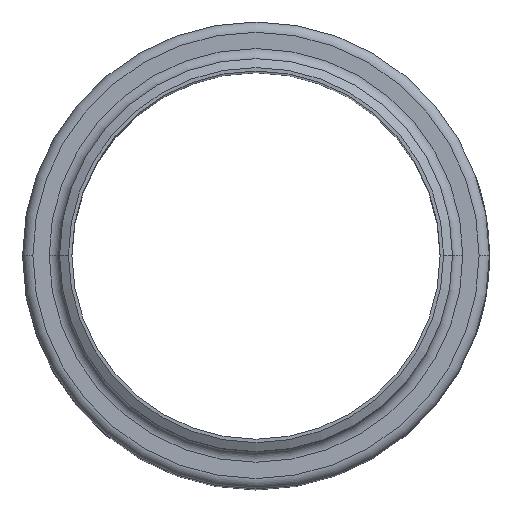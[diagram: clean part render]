
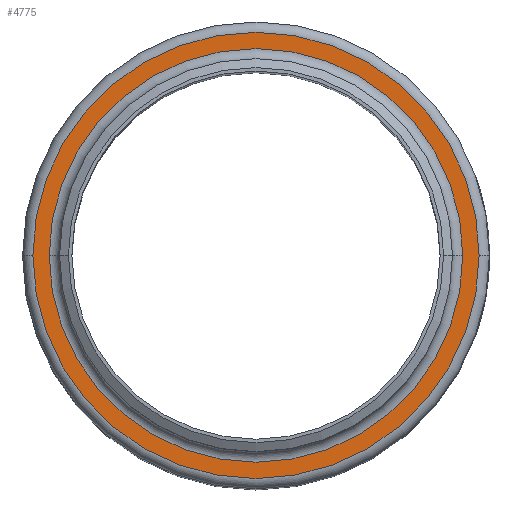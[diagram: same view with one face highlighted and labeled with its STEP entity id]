
A CAD part, top view. The second image highlights one B-rep face of the part: STEP entity #4775.
In plain terms, the highlighted planar face has unit normal (0, 0, 1).
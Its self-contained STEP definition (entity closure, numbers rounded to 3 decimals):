
#2052 = DIRECTION ( 'NONE',  ( 0., 0., -1. ) ) ;
#2329 = PLANE ( 'NONE',  #27729 ) ;
#2706 = CARTESIAN_POINT ( 'NONE',  ( 0., 0., -50. ) ) ;
#2804 = CARTESIAN_POINT ( 'NONE',  ( -64.9, 0., -50. ) ) ;
#4775 = ADVANCED_FACE ( 'NONE', ( #26480, #17654 ), #2329, .F. ) ;
#5201 = DIRECTION ( 'NONE',  ( 0., 0., 1. ) ) ;
#5211 = VERTEX_POINT ( 'NONE', #23439 ) ;
#5362 = VERTEX_POINT ( 'NONE', #19266 ) ;
#5435 = CIRCLE ( 'NONE', #13574, 60.15 ) ;
#6729 = CARTESIAN_POINT ( 'NONE',  ( 0., 57.15, -50. ) ) ;
#9116 = ORIENTED_EDGE ( 'NONE', *, *, #21459, .T. ) ;
#9588 = EDGE_CURVE ( 'NONE', #5211, #5362, #22770, .T. ) ;
#10734 = DIRECTION ( 'NONE',  ( -1., 0., 0. ) ) ;
#11599 = AXIS2_PLACEMENT_3D ( 'NONE', #15851, #5201, #14147 ) ;
#12511 = CIRCLE ( 'NONE', #11599, 64.9 ) ;
#13574 = AXIS2_PLACEMENT_3D ( 'NONE', #26206, #2052, #10734 ) ;
#13954 = EDGE_CURVE ( 'NONE', #27972, #24461, #12511, .T. ) ;
#14147 = DIRECTION ( 'NONE',  ( -1., 0., 0. ) ) ;
#15851 = CARTESIAN_POINT ( 'NONE',  ( 0., 0., -50. ) ) ;
#17285 = DIRECTION ( 'NONE',  ( -1., 0., 0. ) ) ;
#17654 = FACE_OUTER_BOUND ( 'NONE', #25136, .T. ) ;
#18935 = ORIENTED_EDGE ( 'NONE', *, *, #9588, .T. ) ;
#19266 = CARTESIAN_POINT ( 'NONE',  ( -60.15, 0., -50. ) ) ;
#19410 = CARTESIAN_POINT ( 'NONE',  ( 0., 0., -50. ) ) ;
#20204 = DIRECTION ( 'NONE',  ( -1., 0., 0. ) ) ;
#21354 = AXIS2_PLACEMENT_3D ( 'NONE', #2706, #21622, #22175 ) ;
#21459 = EDGE_CURVE ( 'NONE', #24461, #27972, #24993, .T. ) ;
#21622 = DIRECTION ( 'NONE',  ( 0., 0., 1. ) ) ;
#22175 = DIRECTION ( 'NONE',  ( -1., 0., 0. ) ) ;
#22368 = ORIENTED_EDGE ( 'NONE', *, *, #13954, .T. ) ;
#22770 = CIRCLE ( 'NONE', #25933, 60.15 ) ;
#23439 = CARTESIAN_POINT ( 'NONE',  ( 60.15, 0., -50. ) ) ;
#23698 = DIRECTION ( 'NONE',  ( 0., 0., -1. ) ) ;
#24040 = EDGE_CURVE ( 'NONE', #5362, #5211, #5435, .T. ) ;
#24066 = DIRECTION ( 'NONE',  ( 0., 0., -1. ) ) ;
#24125 = EDGE_LOOP ( 'NONE', ( #24819, #18935 ) ) ;
#24461 = VERTEX_POINT ( 'NONE', #27103 ) ;
#24819 = ORIENTED_EDGE ( 'NONE', *, *, #24040, .T. ) ;
#24993 = CIRCLE ( 'NONE', #21354, 64.9 ) ;
#25136 = EDGE_LOOP ( 'NONE', ( #22368, #9116 ) ) ;
#25933 = AXIS2_PLACEMENT_3D ( 'NONE', #19410, #23698, #17285 ) ;
#26206 = CARTESIAN_POINT ( 'NONE',  ( 0., 0., -50. ) ) ;
#26480 = FACE_BOUND ( 'NONE', #24125, .T. ) ;
#27103 = CARTESIAN_POINT ( 'NONE',  ( 64.9, 0., -50. ) ) ;
#27729 = AXIS2_PLACEMENT_3D ( 'NONE', #6729, #24066, #20204 ) ;
#27972 = VERTEX_POINT ( 'NONE', #2804 ) ;
